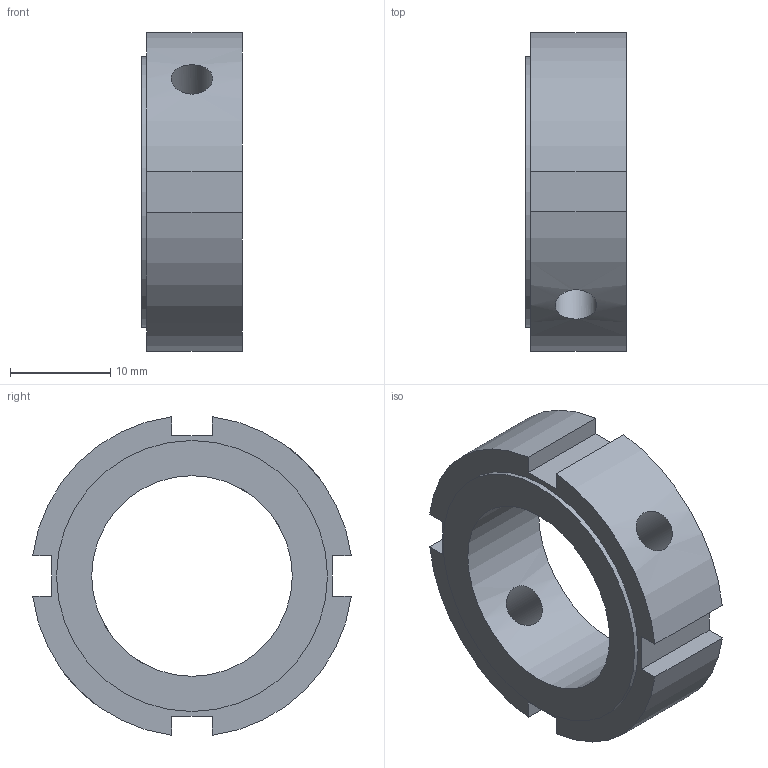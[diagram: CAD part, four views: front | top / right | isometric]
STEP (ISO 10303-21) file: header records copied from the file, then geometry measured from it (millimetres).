
FILE_DESCRIPTION((''),'2;1');
FILE_NAME('FKD ZM 20.stp','2014-07-16T11:47:49',('fkd-ct1n'),(''),'Autodesk Inventor 2011','Autodesk Inventor 2011','');
FILE_SCHEMA(('AUTOMOTIVE_DESIGN { 1 0 10303 214 1 1 1 1 }'));
Length unit declared in the file: millimetre
Products named in the file (1): FKD ZM 20
Bounding box: 10 x 31.75 x 31.75 mm (x, y, z)
Volume: 4325.8 mm3; surface area: 2788.4 mm2
Topology: 1 solids, 1 shells, 23 faces, 60 edges, 40 vertices
Faces by surface type: plane 15, cylinder 8
Full cylindrical faces by diameter (mm): 4.134 x2, 20 x1, 27 x1
Entity records: 874 total; most frequent: CARTESIAN_POINT 252, DIRECTION 112, ORIENTED_EDGE 112, EDGE_CURVE 56, VERTEX_POINT 40, VECTOR 40, LINE 40, AXIS2_PLACEMENT_3D 36
